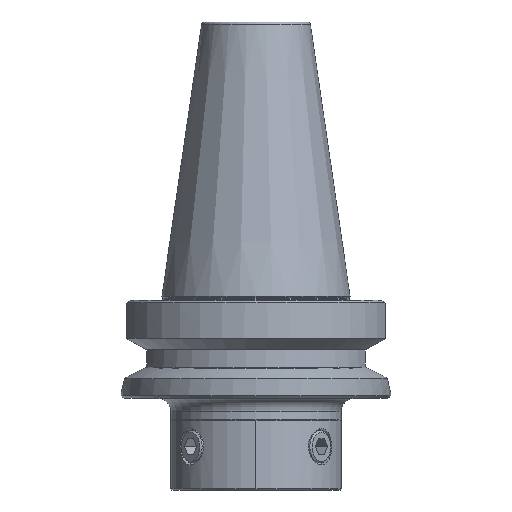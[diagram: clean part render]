
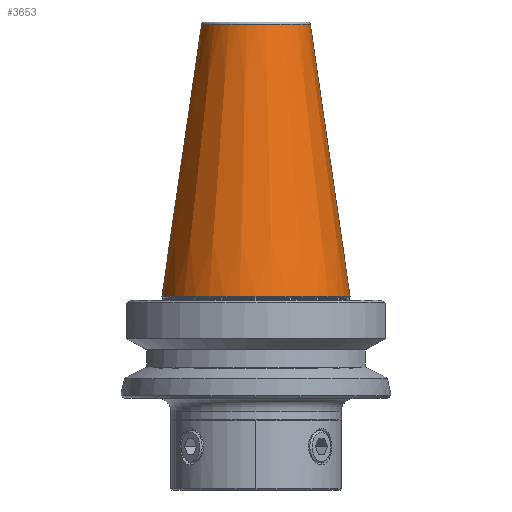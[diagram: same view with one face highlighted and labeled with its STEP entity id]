
A CAD part, front view. The second image highlights one B-rep face of the part: STEP entity #3653.
In plain terms, the highlighted conical face has half-angle 8.297 degrees and reference radius 19.102 mm.
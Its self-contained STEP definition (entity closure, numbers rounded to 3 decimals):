
#1555=EDGE_CURVE('NONE',#2123,#3399,#4043,.T.);
#1603=EDGE_CURVE('NONE',#3399,#3275,#4094,.F.);
#1783=VERTEX_POINT('NONE',#4301);
#2047=EDGE_CURVE('NONE',#1783,#2123,#4593,.T.);
#2123=VERTEX_POINT('NONE',#4676);
#2771=EDGE_CURVE('NONE',#1783,#3275,#5400,.T.);
#3275=VERTEX_POINT('NONE',#5961);
#3399=VERTEX_POINT('NONE',#6098);
#3653=ADVANCED_FACE('NONE',(#6377),#6378,.T.);
#4043=LINE('',#6973,#6974);
#4094=CIRCLE('',#7064,34.925);
#4301=CARTESIAN_POINT('',(20.199,0.,100.978));
#4593=CIRCLE('',#7997,20.199);
#4676=CARTESIAN_POINT('',(-20.199,0.,100.978));
#5400=LINE('',#9561,#9562);
#5961=CARTESIAN_POINT('',(34.925,0.,0.));
#6098=CARTESIAN_POINT('',(-34.925,0.,0.));
#6377=FACE_OUTER_BOUND('',#11366,.T.);
#6378=CONICAL_SURFACE('',#11367,19.102,0.145);
#6973=CARTESIAN_POINT('',(-19.102,0.,108.5));
#6974=VECTOR('',#11817,1000.0);
#7064=AXIS2_PLACEMENT_3D('',#11863,#11864,#11865);
#7997=AXIS2_PLACEMENT_3D('',#12494,#12495,#12496);
#9561=CARTESIAN_POINT('',(19.102,0.,108.5));
#9562=VECTOR('',#13489,1000.0);
#11366=EDGE_LOOP('',(#14594,#14595,#14596,#14597));
#11367=AXIS2_PLACEMENT_3D('',#14598,#14599,#14600);
#11817=DIRECTION('',(-0.144,0.,-0.99));
#11863=CARTESIAN_POINT('',(0.0,0.0,0.0));
#11864=DIRECTION('',(0.,0.,-1.0));
#11865=DIRECTION('',(1.0,0.,0.));
#12494=CARTESIAN_POINT('',(0.,0.,100.978));
#12495=DIRECTION('',(0.,0.,-1.0));
#12496=DIRECTION('',(1.0,0.,0.));
#13489=DIRECTION('',(0.144,0.,-0.99));
#14594=ORIENTED_EDGE('',*,*,#2047,.T.);
#14595=ORIENTED_EDGE('',*,*,#1555,.T.);
#14596=ORIENTED_EDGE('',*,*,#1603,.T.);
#14597=ORIENTED_EDGE('',*,*,#2771,.F.);
#14598=CARTESIAN_POINT('',(0.,0.,108.5));
#14599=DIRECTION('',(0.,0.,-1.0));
#14600=DIRECTION('',(1.0,0.,0.));
